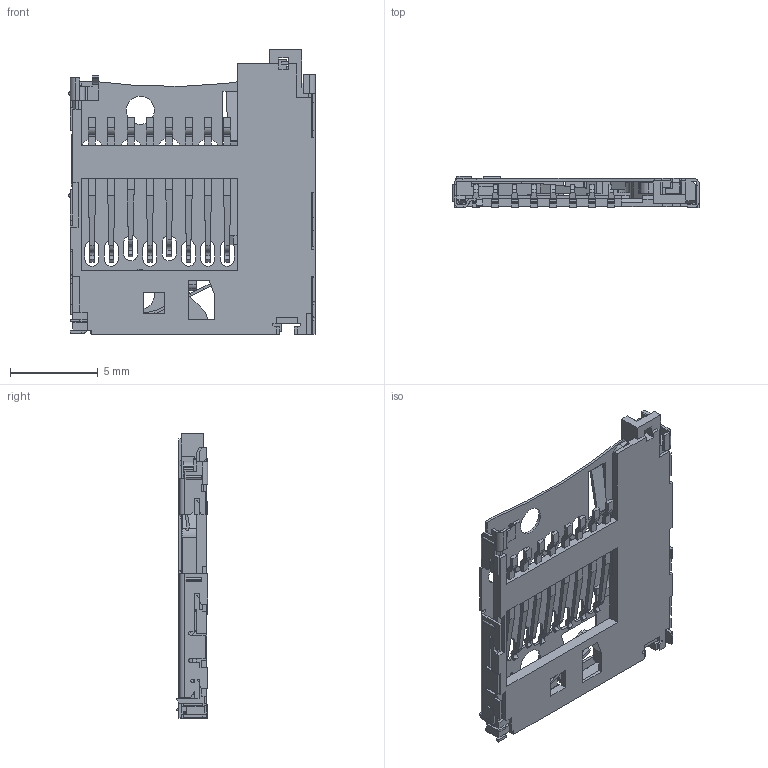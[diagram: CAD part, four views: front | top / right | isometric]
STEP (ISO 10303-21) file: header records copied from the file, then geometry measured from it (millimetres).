
FILE_DESCRIPTION(('STEP AP242'),'1');
FILE_NAME('2201778-1.stp','2020-08-02T07:28:40',('TraceParts'),('TraceParts S.A.'),'Spatial InterOp 3D',' ',' ');
FILE_SCHEMA(('AP242_MANAGED_MODEL_BASED_3D_ENGINEERING_MIM_LF {1 0 10303 442 1 1 4}'));
Length unit declared in the file: millimetre
Products named in the file (1): 2201778-1
Bounding box: 14.03 x 1.8 x 16.2 mm (x, y, z)
Volume: 113.9 mm3; surface area: 865 mm2
Topology: 1 solids, 1 shells, 932 faces, 2749 edges, 1797 vertices
Faces by surface type: plane 736, cylinder 196
Entity records: 30985 total; most frequent: CARTESIAN_POINT 5691, ORIENTED_EDGE 5498, DIRECTION 4970, EDGE_CURVE 2749, LINE 2326, VECTOR 2326, VERTEX_POINT 1797, AXIS2_PLACEMENT_3D 1322
